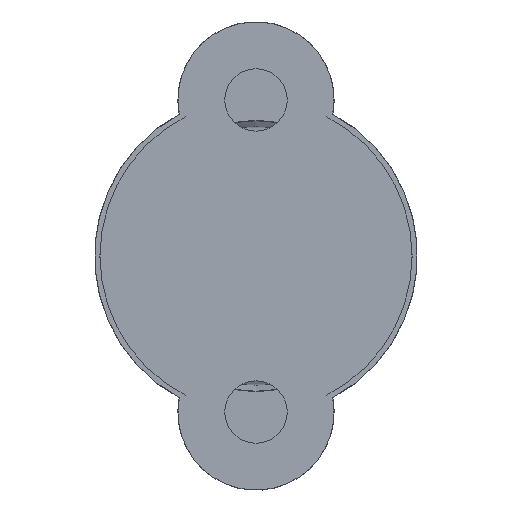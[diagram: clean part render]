
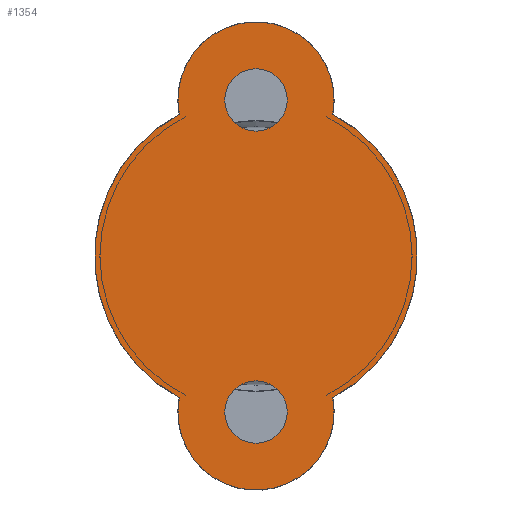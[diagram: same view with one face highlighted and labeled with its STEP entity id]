
A CAD part, front view. The second image highlights one B-rep face of the part: STEP entity #1354.
In plain terms, the highlighted planar face has unit normal (0, -1, 0).
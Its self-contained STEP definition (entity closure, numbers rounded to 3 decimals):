
#147=CARTESIAN_POINT('',(0.,0.,0.));
#148=DIRECTION('',(0.,-1.,0.));
#149=DIRECTION('',(0.476,0.,-0.88));
#150=AXIS2_PLACEMENT_3D('',#147,#148,#149);
#152=CARTESIAN_POINT('',(0.,0.,-7.5));
#153=DIRECTION('',(0.,-1.,0.));
#154=DIRECTION('',(-0.983,0.,0.182));
#155=AXIS2_PLACEMENT_3D('',#152,#153,#154);
#157=CARTESIAN_POINT('',(0.,0.,0.));
#158=DIRECTION('',(0.,-1.,0.));
#159=DIRECTION('',(-0.476,0.,0.88));
#160=AXIS2_PLACEMENT_3D('',#157,#158,#159);
#162=CARTESIAN_POINT('',(0.,0.,7.5));
#163=DIRECTION('',(0.,-1.,0.));
#164=DIRECTION('',(0.983,0.,-0.182));
#165=AXIS2_PLACEMENT_3D('',#162,#163,#164);
#167=CARTESIAN_POINT('',(0.,0.,7.5));
#168=DIRECTION('',(0.,-1.,0.));
#169=DIRECTION('',(0.,0.,-1.));
#170=AXIS2_PLACEMENT_3D('',#167,#168,#169);
#172=CARTESIAN_POINT('',(0.,0.,7.5));
#173=DIRECTION('',(0.,-1.,0.));
#174=DIRECTION('',(0.,0.,1.));
#175=AXIS2_PLACEMENT_3D('',#172,#173,#174);
#177=CARTESIAN_POINT('',(0.,0.,-7.5));
#178=DIRECTION('',(0.,-1.,0.));
#179=DIRECTION('',(0.,0.,-1.));
#180=AXIS2_PLACEMENT_3D('',#177,#178,#179);
#182=CARTESIAN_POINT('',(0.,0.,-7.5));
#183=DIRECTION('',(0.,-1.,0.));
#184=DIRECTION('',(0.,0.,1.));
#185=AXIS2_PLACEMENT_3D('',#182,#183,#184);
#964=CARTESIAN_POINT('',(0.,0.,6.));
#965=CARTESIAN_POINT('',(0.,0.,9.));
#966=VERTEX_POINT('',#964);
#967=VERTEX_POINT('',#965);
#968=CARTESIAN_POINT('',(0.,0.,-9.));
#969=CARTESIAN_POINT('',(0.,0.,-6.));
#970=VERTEX_POINT('',#968);
#971=VERTEX_POINT('',#969);
#1040=CARTESIAN_POINT('',(3.687,0.,-6.817));
#1041=CARTESIAN_POINT('',(3.687,0.,6.817));
#1042=VERTEX_POINT('',#1040);
#1043=VERTEX_POINT('',#1041);
#1044=CARTESIAN_POINT('',(-3.687,0.,
-6.817));
#1045=VERTEX_POINT('',#1044);
#1046=CARTESIAN_POINT('',(-3.687,0.,
6.817));
#1047=VERTEX_POINT('',#1046);
#1328=CARTESIAN_POINT('',(0.,0.,0.));
#1329=DIRECTION('',(0.,1.,0.));
#1330=DIRECTION('',(1.,0.,0.));
#1331=AXIS2_PLACEMENT_3D('',#1328,#1329,#1330);
#1332=PLANE('',#1331);
#1334=ORIENTED_EDGE('',*,*,#1333,.F.);
#1336=ORIENTED_EDGE('',*,*,#1335,.F.);
#1337=ORIENTED_EDGE('',*,*,#1318,.F.);
#1339=ORIENTED_EDGE('',*,*,#1338,.F.);
#1340=EDGE_LOOP('',(#1334,#1336,#1337,#1339));
#1341=FACE_OUTER_BOUND('',#1340,.F.);
#1343=ORIENTED_EDGE('',*,*,#1342,.T.);
#1345=ORIENTED_EDGE('',*,*,#1344,.T.);
#1346=EDGE_LOOP('',(#1343,#1345));
#1347=FACE_BOUND('',#1346,.F.);
#1349=ORIENTED_EDGE('',*,*,#1348,.T.);
#1351=ORIENTED_EDGE('',*,*,#1350,.T.);
#1352=EDGE_LOOP('',(#1349,#1351));
#1353=FACE_BOUND('',#1352,.F.);
#1354=ADVANCED_FACE('',(#1341,#1347,#1353),#1332,.F.);
#151=CIRCLE('',#150,7.75);
#156=CIRCLE('',#155,3.75);
#161=CIRCLE('',#160,7.75);
#166=CIRCLE('',#165,3.75);
#171=CIRCLE('',#170,1.5);
#176=CIRCLE('',#175,1.5);
#181=CIRCLE('',#180,1.5);
#186=CIRCLE('',#185,1.5);
#1318=EDGE_CURVE('',#1047,#1045,#161,.T.);
#1333=EDGE_CURVE('',#1042,#1043,#151,.T.);
#1335=EDGE_CURVE('',#1045,#1042,#156,.T.);
#1338=EDGE_CURVE('',#1043,#1047,#166,.T.);
#1342=EDGE_CURVE('',#966,#967,#171,.T.);
#1344=EDGE_CURVE('',#967,#966,#176,.T.);
#1348=EDGE_CURVE('',#970,#971,#181,.T.);
#1350=EDGE_CURVE('',#971,#970,#186,.T.);
